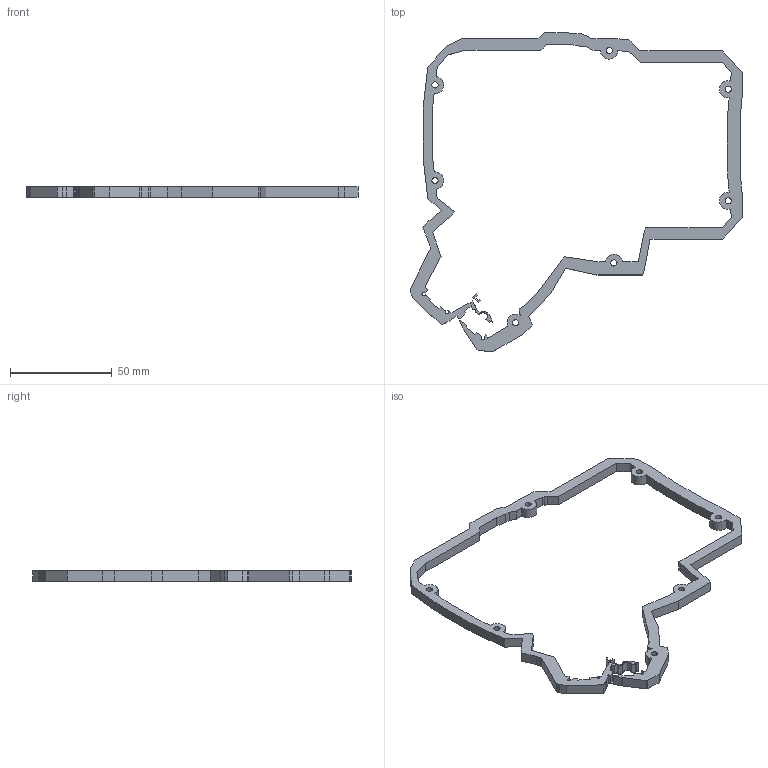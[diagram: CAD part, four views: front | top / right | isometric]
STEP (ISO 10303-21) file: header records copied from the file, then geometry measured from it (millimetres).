
FILE_DESCRIPTION(('Open CASCADE Model'),'2;1');
FILE_NAME('Open CASCADE Shape Model','2024-12-16T17:02:21',('Author'),( 'Open CASCADE'),'Open CASCADE STEP processor 7.7','Open CASCADE 7.7' ,'Unknown');
FILE_SCHEMA(('AUTOMOTIVE_DESIGN { 1 0 10303 214 1 1 1 1 }'));
Length unit declared in the file: millimetre
Products named in the file (5): Open CASCADE STEP translator 7.7 3; Open CASCADE STEP translator 7.7 3.1; Open CASCADE STEP translator 7.7 3.1.1; Open CASCADE STEP translator 7.7 3.1.2; Open CASCADE STEP translator 7.7 3.1.3
Assembly tree (4 placements, depth 3):
  Open CASCADE STEP translator 7.7 3
    Open CASCADE STEP translator 7.7 3.1
      Open CASCADE STEP translator 7.7 3.1.1
      Open CASCADE STEP translator 7.7 3.1.2
      Open CASCADE STEP translator 7.7 3.1.3
Bounding box: 162.79 x 156.11 x 5 mm (x, y, z)
Volume: 15543.3 mm3; surface area: 12907.6 mm2
Topology: 3 solids, 3 shells, 216 faces, 611 edges, 408 vertices
Faces by surface type: plane 184, cylinder 22, extrusion 10
Full cylindrical faces by diameter (mm): 3 x7, 6 x7
Entity records: 15015 total; most frequent: CARTESIAN_POINT 2504, DIRECTION 2342, VECTOR 1715, LINE 1705, ORIENTED_EDGE 1222, PCURVE 1222, DEFINITIONAL_REPRESENTATION 1222, EDGE_CURVE 611
